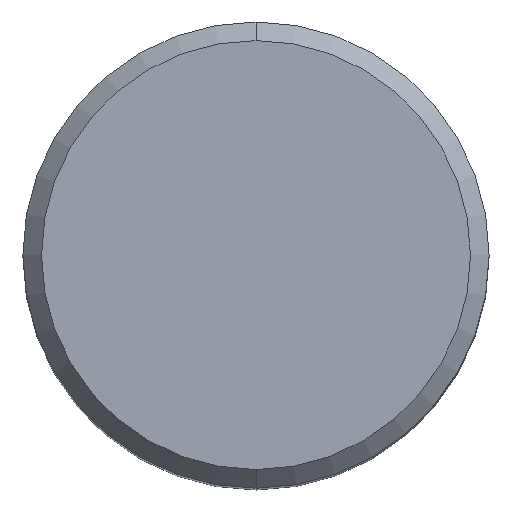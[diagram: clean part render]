
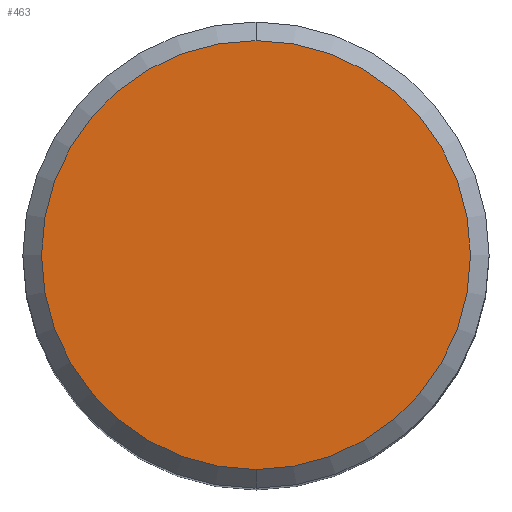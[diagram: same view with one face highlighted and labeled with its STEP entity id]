
A CAD part, top view. The second image highlights one B-rep face of the part: STEP entity #463.
In plain terms, the highlighted planar face has unit normal (0, 0, 1).
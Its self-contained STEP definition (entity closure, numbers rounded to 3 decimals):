
#333=VERTEX_POINT('',#656);
#377=EDGE_CURVE('',#333,#387,#703,.T.);
#387=VERTEX_POINT('',#714);
#427=EDGE_CURVE('',#387,#333,#760,.T.);
#463=ADVANCED_FACE('',(#799),#800,.T.);
#656=CARTESIAN_POINT('',(0.,-11.5,0.0));
#703=CIRCLE('',#1429,11.5);
#714=CARTESIAN_POINT('',(0.0,11.5,0.0));
#760=CIRCLE('',#1501,11.5);
#799=FACE_OUTER_BOUND('',#1606,.T.);
#800=PLANE('',#1607);
#1429=AXIS2_PLACEMENT_3D('',#1839,#1840,#1841);
#1501=AXIS2_PLACEMENT_3D('',#1925,#1926,#1927);
#1606=EDGE_LOOP('',(#1964,#1965));
#1607=AXIS2_PLACEMENT_3D('',#1966,#1967,#1968);
#1839=CARTESIAN_POINT('',(0.0,0.0,0.0));
#1840=DIRECTION('',(0.0,0.0,-1.0));
#1841=DIRECTION('',(0.0,1.0,0.0));
#1925=CARTESIAN_POINT('',(0.0,0.0,0.0));
#1926=DIRECTION('',(0.0,0.0,-1.0));
#1927=DIRECTION('',(0.0,1.0,0.0));
#1964=ORIENTED_EDGE('',*,*,#427,.F.);
#1965=ORIENTED_EDGE('',*,*,#377,.F.);
#1966=CARTESIAN_POINT('',(0.0,5.75,0.0));
#1967=DIRECTION('',(-0.0,0.0,1.0));
#1968=DIRECTION('',(0.0,-1.0,0.0));
